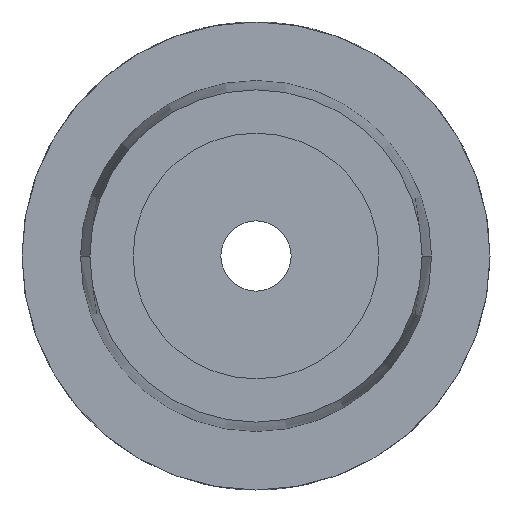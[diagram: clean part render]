
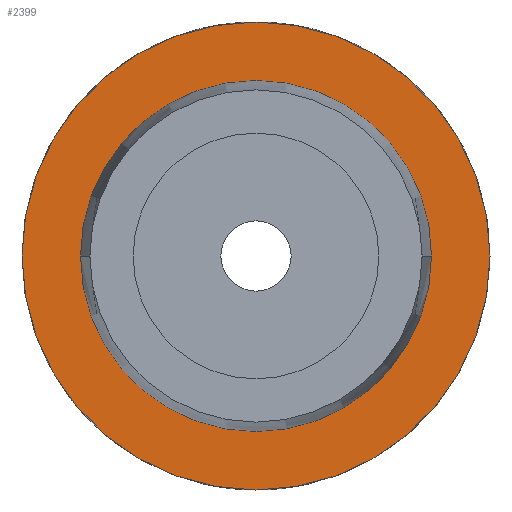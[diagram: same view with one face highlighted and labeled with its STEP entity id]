
A CAD part, left-side view. The second image highlights one B-rep face of the part: STEP entity #2399.
In plain terms, the highlighted planar face has unit normal (-1, 0, 0).
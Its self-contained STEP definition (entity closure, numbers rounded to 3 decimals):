
#1047=CARTESIAN_POINT('',(0.,0.,0.));
#1048=DIRECTION('',(1.,0.,0.));
#1049=DIRECTION('',(0.,1.,0.));
#1050=AXIS2_PLACEMENT_3D('',#1047,#1048,#1049);
#1055=CARTESIAN_POINT('',(0.,0.,0.));
#1056=DIRECTION('',(-1.,0.,0.));
#1057=DIRECTION('',(0.,1.,0.));
#1058=AXIS2_PLACEMENT_3D('',#1055,#1056,#1057);
#1077=CARTESIAN_POINT('',(0.,0.,0.));
#1078=DIRECTION('',(-1.,0.,0.));
#1079=DIRECTION('',(0.,1.,0.));
#1080=AXIS2_PLACEMENT_3D('',#1077,#1078,#1079);
#1085=CARTESIAN_POINT('',(0.,0.,0.));
#1086=DIRECTION('',(1.,0.,0.));
#1087=DIRECTION('',(0.,1.,0.));
#1088=AXIS2_PLACEMENT_3D('',#1085,#1086,#1087);
#1439=CARTESIAN_POINT('',(0.,20.,0.));
#1441=VERTEX_POINT('',#1439);
#1442=CARTESIAN_POINT('',(0.,15.,0.));
#1444=VERTEX_POINT('',#1442);
#1447=CARTESIAN_POINT('',(0.,-20.,0.));
#1449=VERTEX_POINT('',#1447);
#1450=CARTESIAN_POINT('',(0.,-15.,0.));
#1452=VERTEX_POINT('',#1450);
#2384=CARTESIAN_POINT('',(0.,0.,0.));
#2385=DIRECTION('',(1.,0.,0.));
#2386=DIRECTION('',(0.,-1.,0.));
#2387=AXIS2_PLACEMENT_3D('',#2384,#2385,#2386);
#2388=PLANE('',#2387);
#2389=ORIENTED_EDGE('',*,*,#2168,.T.);
#2390=ORIENTED_EDGE('',*,*,#2127,.F.);
#2391=EDGE_LOOP('',(#2389,#2390));
#2392=FACE_OUTER_BOUND('',#2391,.F.);
#2394=ORIENTED_EDGE('',*,*,#2393,.T.);
#2396=ORIENTED_EDGE('',*,*,#2395,.F.);
#2397=EDGE_LOOP('',(#2394,#2396));
#2398=FACE_BOUND('',#2397,.F.);
#1051=CIRCLE('',#1050,20.);
#1059=CIRCLE('',#1058,20.);
#1081=CIRCLE('',#1080,15.);
#1089=CIRCLE('',#1088,15.);
#2127=EDGE_CURVE('',#1441,#1449,#1059,.T.);
#2168=EDGE_CURVE('',#1441,#1449,#1051,.T.);
#2393=EDGE_CURVE('',#1444,#1452,#1081,.T.);
#2395=EDGE_CURVE('',#1444,#1452,#1089,.T.);
#2399=ADVANCED_FACE('',(#2392,#2398),#2388,.F.);
